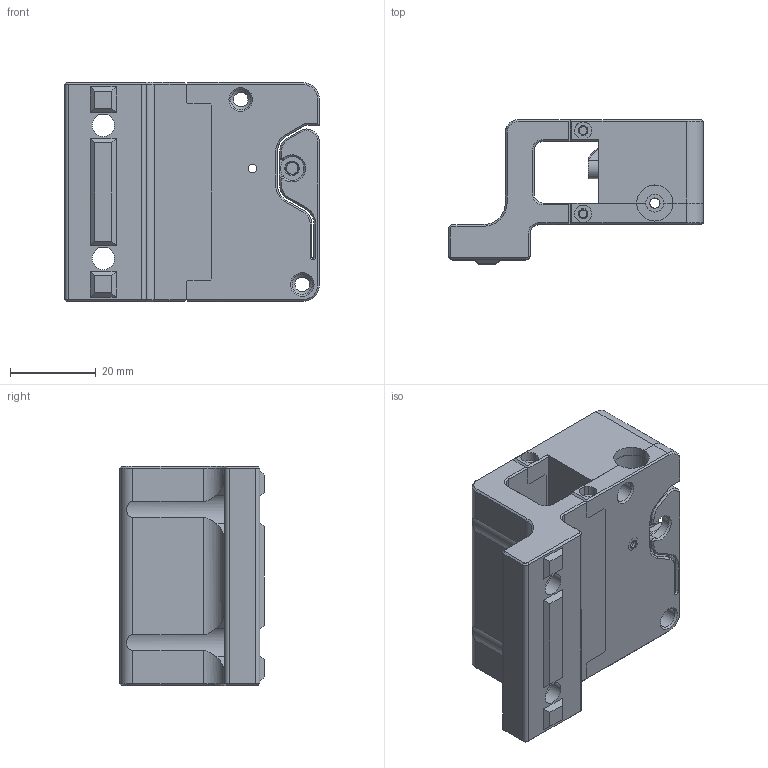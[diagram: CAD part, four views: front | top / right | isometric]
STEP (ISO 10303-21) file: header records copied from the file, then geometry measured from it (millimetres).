
FILE_DESCRIPTION(/* description */ (''),/* implementation_level */ '2;1');
FILE_NAME(/* name */ 'Trident Internal FIlament Sensor.step',/* time_stamp */ '2023-12-25T11:52:12-08:00',/* author */ (''),/* organization */ (''),/* preprocessor_version */ 'ST-DEVELOPER v20',/* originating_system */ 'Autodesk Translation Framework v12.14.0.127',/* authorisation */ '');
FILE_SCHEMA (('AUTOMOTIVE_DESIGN { 1 0 10303 214 3 1 1 }'));
Length unit declared in the file: millimetre
Products named in the file (5): Trident Internal FIlament Sensor; Holder; Filament Sensor; Sensor Left (Mirrored); Sensor Right (Mirrored)
Assembly tree (4 placements, depth 3):
  Trident Internal FIlament Sensor
    Holder
    Filament Sensor
      Sensor Left (Mirrored)
      Sensor Right (Mirrored)
Bounding box: 59.3 x 33.58 x 51 mm (x, y, z)
Volume: 48677.2 mm3; surface area: 22347 mm2
Topology: 3 solids, 3 shells, 520 faces, 1355 edges, 857 vertices
Faces by surface type: plane 337, cylinder 102, cone 67, bspline 14
Full cylindrical faces by diameter (mm): 1.8 x2, 1.9 x2, 2 x2, 2.4 x2, 2.7 x2, 3 x1, 3.2 x1, 3.3 x1, 3.4 x5, 3.6 x1, 4.2 x2, 4.7 x2, 5.5 x1, 6 x2, 7.5 x1, 9 x1, 10.5 x2
Entity records: 17158 total; most frequent: CARTESIAN_POINT 4093, ORIENTED_EDGE 2710, DIRECTION 2680, EDGE_CURVE 1355, LINE 960, VECTOR 960, AXIS2_PLACEMENT_3D 860, VERTEX_POINT 857
